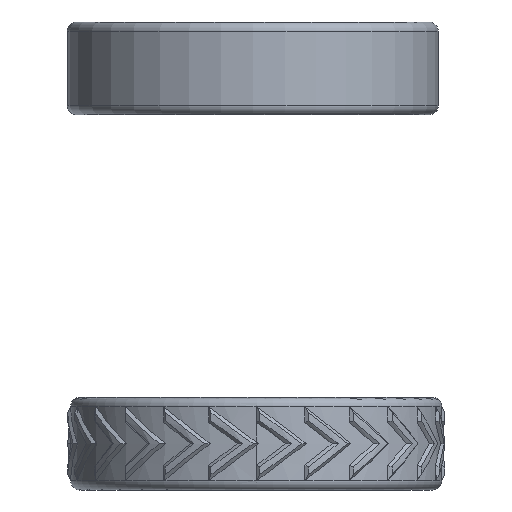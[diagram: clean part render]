
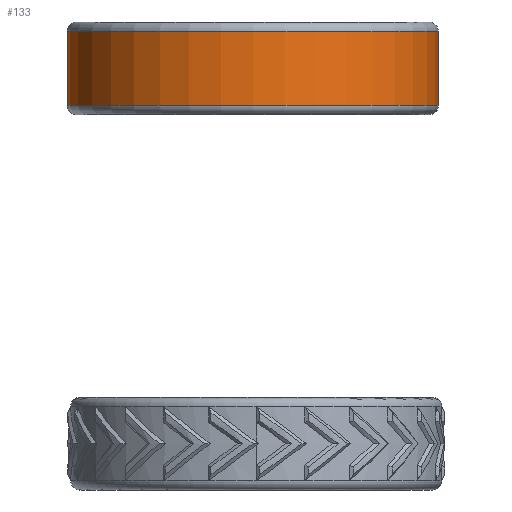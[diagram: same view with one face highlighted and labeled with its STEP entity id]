
A CAD part, left-side view. The second image highlights one B-rep face of the part: STEP entity #133.
In plain terms, the highlighted cylindrical face has radius 60 mm (diameter 120 mm), a full revolution.
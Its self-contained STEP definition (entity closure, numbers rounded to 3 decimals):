
#83=CARTESIAN_POINT('',(393.,0.195,151.379));
#84=DIRECTION('',(0.,0.,-1.));
#85=DIRECTION('',(-1.,0.,0.));
#86=AXIS2_PLACEMENT_3D('',#83,#84,#85);
#87=CYLINDRICAL_SURFACE('',#86,60.);
#88=CARTESIAN_POINT('',(333.,0.195,124.379));
#89=VERTEX_POINT('',#88);
#90=CARTESIAN_POINT('',(333.,0.195,148.379));
#91=VERTEX_POINT('',#90);
#92=CARTESIAN_POINT('',(333.,0.195,124.379));
#93=DIRECTION('',(-0.,-0.,1.));
#94=VECTOR('',#93,24.);
#95=LINE('',#92,#94);
#96=EDGE_CURVE('',#89,#91,#95,.T.);
#97=ORIENTED_EDGE('',*,*,#96,.T.);
#98=CARTESIAN_POINT('',(453.,0.195,148.379));
#99=VERTEX_POINT('',#98);
#100=CARTESIAN_POINT('',(393.,0.195,148.379));
#101=DIRECTION('',(-0.,-0.,-1.));
#102=DIRECTION('',(1.,0.,-0.));
#103=AXIS2_PLACEMENT_3D('',#100,#101,#102);
#104=CIRCLE('',#103,60.);
#105=EDGE_CURVE('',#91,#99,#104,.T.);
#106=ORIENTED_EDGE('',*,*,#105,.T.);
#107=CARTESIAN_POINT('',(393.,0.195,148.379));
#108=DIRECTION('',(-0.,-0.,-1.));
#109=DIRECTION('',(1.,0.,-0.));
#110=AXIS2_PLACEMENT_3D('',#107,#108,#109);
#111=CIRCLE('',#110,60.);
#112=EDGE_CURVE('',#99,#91,#111,.T.);
#113=ORIENTED_EDGE('',*,*,#112,.T.);
#114=ORIENTED_EDGE('',*,*,#96,.F.);
#115=CARTESIAN_POINT('',(453.,0.195,124.379));
#116=VERTEX_POINT('',#115);
#117=CARTESIAN_POINT('',(393.,0.195,124.379));
#118=DIRECTION('',(0.,0.,1.));
#119=DIRECTION('',(1.,0.,-0.));
#120=AXIS2_PLACEMENT_3D('',#117,#118,#119);
#121=CIRCLE('',#120,60.);
#122=EDGE_CURVE('',#89,#116,#121,.T.);
#123=ORIENTED_EDGE('',*,*,#122,.T.);
#124=CARTESIAN_POINT('',(393.,0.195,124.379));
#125=DIRECTION('',(0.,0.,1.));
#126=DIRECTION('',(1.,0.,-0.));
#127=AXIS2_PLACEMENT_3D('',#124,#125,#126);
#128=CIRCLE('',#127,60.);
#129=EDGE_CURVE('',#116,#89,#128,.T.);
#130=ORIENTED_EDGE('',*,*,#129,.T.);
#131=EDGE_LOOP('',(#97,#106,#113,#114,#123,#130));
#132=FACE_BOUND('',#131,.T.);
#133=ADVANCED_FACE('',(#132),#87,.T.);
